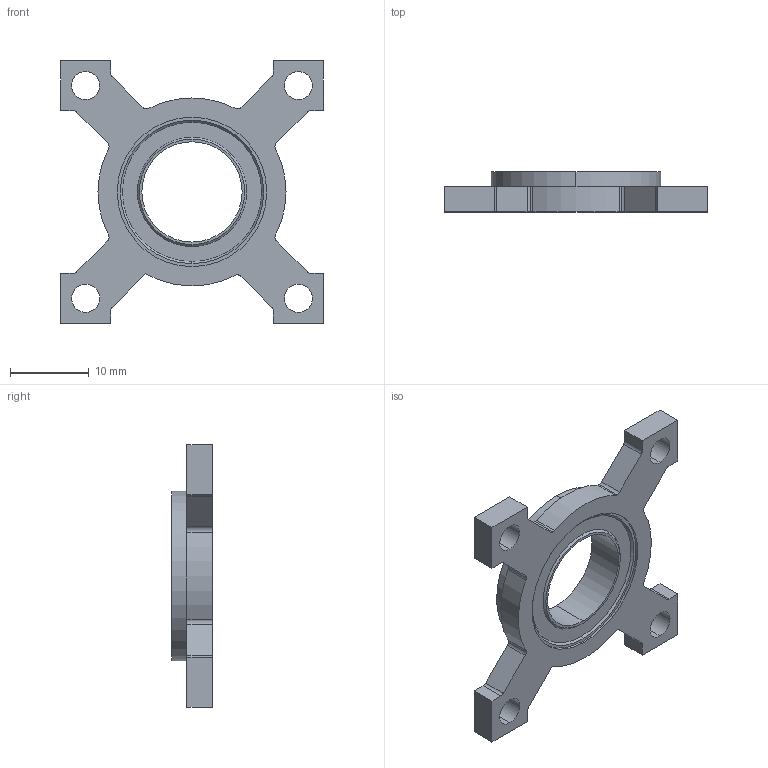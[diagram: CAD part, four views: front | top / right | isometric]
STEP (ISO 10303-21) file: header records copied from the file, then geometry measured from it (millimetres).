
FILE_DESCRIPTION (( 'STEP AP203' ), '1' );
FILE_NAME ('ROB-12502.STEP', '2014-12-06T03:41:33', ( '' ), ( '' ), 'SwSTEP 2.0', 'SolidWorks 2014', '' );
FILE_SCHEMA (( 'CONFIG_CONTROL_DESIGN' ));
Length unit declared in the file: inch
Products named in the file (1): ROB-12502
Bounding box: 33.27 x 5.08 x 33.27 mm (x, y, z)
Volume: 2093.5 mm3; surface area: 2143.7 mm2
Topology: 1 solids, 1 shells, 81 faces, 214 edges, 142 vertices
Faces by surface type: cylinder 38, plane 33, cone 10
Entity records: 2645 total; most frequent: DIRECTION 472, CARTESIAN_POINT 438, ORIENTED_EDGE 428, EDGE_CURVE 214, AXIS2_PLACEMENT_3D 176, VERTEX_POINT 142, VECTOR 120, LINE 120
